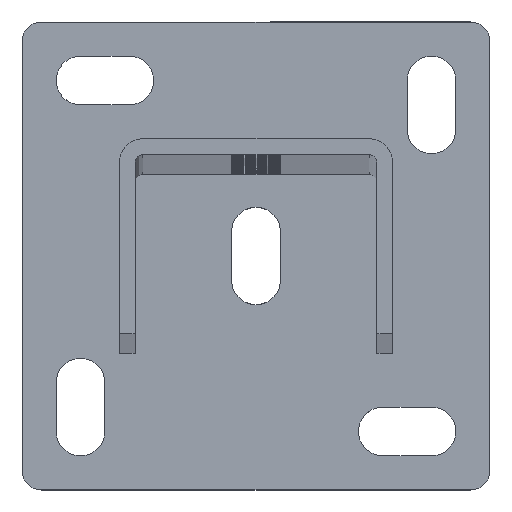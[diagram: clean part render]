
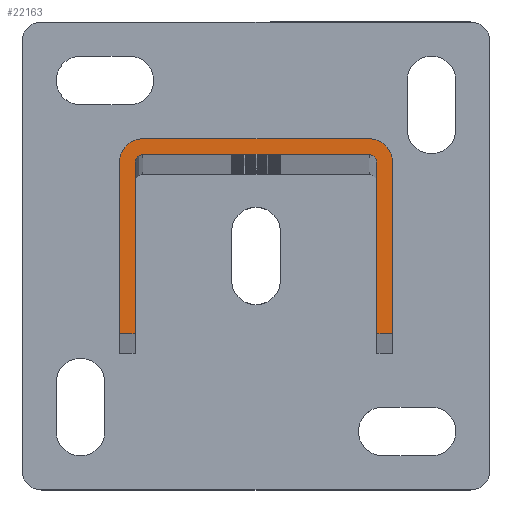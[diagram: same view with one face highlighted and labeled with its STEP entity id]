
A CAD part, top view. The second image highlights one B-rep face of the part: STEP entity #22163.
In plain terms, the highlighted planar face has unit normal (0, 0, 1).
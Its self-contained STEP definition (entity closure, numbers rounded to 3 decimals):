
#379 = AXIS2_PLACEMENT_3D ( 'NONE', #8929, #31075, #9080 ) ;
#586 = CARTESIAN_POINT ( 'NONE',  ( -29., 25., 2908. ) ) ;
#832 = DIRECTION ( 'NONE',  ( -1., 0., 0. ) ) ;
#1315 = DIRECTION ( 'NONE',  ( 0., 0., -1. ) ) ;
#1662 = VERTEX_POINT ( 'NONE', #17937 ) ;
#1828 = VERTEX_POINT ( 'NONE', #21173 ) ;
#1838 = EDGE_CURVE ( 'NONE', #7323, #21397, #30843, .T. ) ;
#2632 = DIRECTION ( 'NONE',  ( -1., 0., 0. ) ) ;
#3089 = ORIENTED_EDGE ( 'NONE', *, *, #5372, .F. ) ;
#3530 = EDGE_CURVE ( 'NONE', #26263, #7963, #24632, .T. ) ;
#3939 = CARTESIAN_POINT ( 'NONE',  ( 29., 19., 2908. ) ) ;
#4367 = CARTESIAN_POINT ( 'NONE',  ( -29., 21., 2908. ) ) ;
#4433 = ORIENTED_EDGE ( 'NONE', *, *, #17675, .F. ) ;
#4636 = ORIENTED_EDGE ( 'NONE', *, *, #29301, .T. ) ;
#5082 = DIRECTION ( 'NONE',  ( -1., 0., 0. ) ) ;
#5173 = VERTEX_POINT ( 'NONE', #13240 ) ;
#5372 = EDGE_CURVE ( 'NONE', #5173, #1662, #11935, .T. ) ;
#5596 = DIRECTION ( 'NONE',  ( -1., 0., 0. ) ) ;
#5909 = LINE ( 'NONE', #13177, #12968 ) ;
#6455 = CARTESIAN_POINT ( 'NONE',  ( 29., 19., 2908. ) ) ;
#7323 = VERTEX_POINT ( 'NONE', #11799 ) ;
#7344 = EDGE_CURVE ( 'NONE', #8189, #22700, #21675, .T. ) ;
#7668 = EDGE_LOOP ( 'NONE', ( #25501, #31623, #4433, #11425, #12640, #19149, #3089, #26662, #15367, #4636, #14903, #24840 ) ) ;
#7741 = VECTOR ( 'NONE', #2632, 1000. ) ;
#7963 = VERTEX_POINT ( 'NONE', #24180 ) ;
#8189 = VERTEX_POINT ( 'NONE', #25730 ) ;
#8582 = LINE ( 'NONE', #22242, #11174 ) ;
#8786 = VECTOR ( 'NONE', #24399, 1000. ) ;
#8883 = PLANE ( 'NONE',  #15844 ) ;
#8929 = CARTESIAN_POINT ( 'NONE',  ( 29., 19., 2908. ) ) ;
#9019 = CARTESIAN_POINT ( 'NONE',  ( -35., -25., 2908. ) ) ;
#9080 = DIRECTION ( 'NONE',  ( 1., 0., 0. ) ) ;
#9633 = VECTOR ( 'NONE', #15252, 1000. ) ;
#9941 = CARTESIAN_POINT ( 'NONE',  ( -29., 19., 2908. ) ) ;
#10665 = CIRCLE ( 'NONE', #15304, 6. ) ;
#10897 = VERTEX_POINT ( 'NONE', #11217 ) ;
#11174 = VECTOR ( 'NONE', #27081, 1000. ) ;
#11217 = CARTESIAN_POINT ( 'NONE',  ( 31., 19., 2908. ) ) ;
#11425 = ORIENTED_EDGE ( 'NONE', *, *, #15365, .F. ) ;
#11799 = CARTESIAN_POINT ( 'NONE',  ( -31., -25., 2908. ) ) ;
#11891 = AXIS2_PLACEMENT_3D ( 'NONE', #11895, #21616, #19673 ) ;
#11895 = CARTESIAN_POINT ( 'NONE',  ( -29., 19., 2908. ) ) ;
#11935 = LINE ( 'NONE', #9019, #8786 ) ;
#12597 = CARTESIAN_POINT ( 'NONE',  ( 31., 19., 2908. ) ) ;
#12640 = ORIENTED_EDGE ( 'NONE', *, *, #17649, .F. ) ;
#12968 = VECTOR ( 'NONE', #5596, 1000. ) ;
#13177 = CARTESIAN_POINT ( 'NONE',  ( -31., -25., 2908. ) ) ;
#13240 = CARTESIAN_POINT ( 'NONE',  ( -35., -25., 2908. ) ) ;
#14903 = ORIENTED_EDGE ( 'NONE', *, *, #7344, .T. ) ;
#15001 = CIRCLE ( 'NONE', #11891, 2. ) ;
#15252 = DIRECTION ( 'NONE',  ( 1., 0., 0. ) ) ;
#15304 = AXIS2_PLACEMENT_3D ( 'NONE', #9941, #17535, #5082 ) ;
#15365 = EDGE_CURVE ( 'NONE', #17542, #1828, #22400, .T. ) ;
#15367 = ORIENTED_EDGE ( 'NONE', *, *, #1838, .T. ) ;
#15844 = AXIS2_PLACEMENT_3D ( 'NONE', #6455, #1315, #832 ) ;
#16020 = VECTOR ( 'NONE', #28589, 1000. ) ;
#16277 = CARTESIAN_POINT ( 'NONE',  ( 29., 21., 2908. ) ) ;
#17393 = VECTOR ( 'NONE', #26856, 1000. ) ;
#17535 = DIRECTION ( 'NONE',  ( 0., 0., -1. ) ) ;
#17542 = VERTEX_POINT ( 'NONE', #31439 ) ;
#17649 = EDGE_CURVE ( 'NONE', #25666, #17542, #22712, .T. ) ;
#17675 = EDGE_CURVE ( 'NONE', #1828, #26263, #8582, .T. ) ;
#17790 = EDGE_CURVE ( 'NONE', #1662, #25666, #10665, .T. ) ;
#17937 = CARTESIAN_POINT ( 'NONE',  ( -35., 19., 2908. ) ) ;
#17940 = EDGE_CURVE ( 'NONE', #10897, #7963, #19265, .T. ) ;
#19149 = ORIENTED_EDGE ( 'NONE', *, *, #17790, .F. ) ;
#19265 = LINE ( 'NONE', #12597, #17393 ) ;
#19673 = DIRECTION ( 'NONE',  ( 1., 0., 0. ) ) ;
#20403 = EDGE_CURVE ( 'NONE', #22700, #10897, #22042, .T. ) ;
#20850 = CARTESIAN_POINT ( 'NONE',  ( -31., -25., 2908. ) ) ;
#21173 = CARTESIAN_POINT ( 'NONE',  ( 35., 19., 2908. ) ) ;
#21213 = DIRECTION ( 'NONE',  ( 1., 0., 0. ) ) ;
#21397 = VERTEX_POINT ( 'NONE', #27554 ) ;
#21616 = DIRECTION ( 'NONE',  ( 0., 0., -1. ) ) ;
#21675 = LINE ( 'NONE', #4367, #26456 ) ;
#22042 = CIRCLE ( 'NONE', #379, 2. ) ;
#22163 = ADVANCED_FACE ( 'NONE', ( #26037 ), #8883, .F. ) ;
#22242 = CARTESIAN_POINT ( 'NONE',  ( 35., 19., 2908. ) ) ;
#22400 = CIRCLE ( 'NONE', #31675, 6. ) ;
#22700 = VERTEX_POINT ( 'NONE', #16277 ) ;
#22712 = LINE ( 'NONE', #586, #9633 ) ;
#23191 = DIRECTION ( 'NONE',  ( -1., 0., 0. ) ) ;
#24180 = CARTESIAN_POINT ( 'NONE',  ( 31., -25., 2908. ) ) ;
#24250 = CARTESIAN_POINT ( 'NONE',  ( -29., 25., 2908. ) ) ;
#24399 = DIRECTION ( 'NONE',  ( 0., 1., 0. ) ) ;
#24632 = LINE ( 'NONE', #25082, #7741 ) ;
#24840 = ORIENTED_EDGE ( 'NONE', *, *, #20403, .T. ) ;
#25082 = CARTESIAN_POINT ( 'NONE',  ( 35., -25., 2908. ) ) ;
#25501 = ORIENTED_EDGE ( 'NONE', *, *, #17940, .T. ) ;
#25666 = VERTEX_POINT ( 'NONE', #24250 ) ;
#25730 = CARTESIAN_POINT ( 'NONE',  ( -29., 21., 2908. ) ) ;
#25775 = DIRECTION ( 'NONE',  ( 0., 0., -1. ) ) ;
#26037 = FACE_OUTER_BOUND ( 'NONE', #7668, .T. ) ;
#26263 = VERTEX_POINT ( 'NONE', #28575 ) ;
#26456 = VECTOR ( 'NONE', #21213, 1000. ) ;
#26662 = ORIENTED_EDGE ( 'NONE', *, *, #30204, .F. ) ;
#26856 = DIRECTION ( 'NONE',  ( 0., -1., 0. ) ) ;
#27081 = DIRECTION ( 'NONE',  ( 0., -1., 0. ) ) ;
#27554 = CARTESIAN_POINT ( 'NONE',  ( -31., 19., 2908. ) ) ;
#28575 = CARTESIAN_POINT ( 'NONE',  ( 35., -25., 2908. ) ) ;
#28589 = DIRECTION ( 'NONE',  ( 0., 1., 0. ) ) ;
#29301 = EDGE_CURVE ( 'NONE', #21397, #8189, #15001, .T. ) ;
#30204 = EDGE_CURVE ( 'NONE', #7323, #5173, #5909, .T. ) ;
#30843 = LINE ( 'NONE', #20850, #16020 ) ;
#31075 = DIRECTION ( 'NONE',  ( 0., 0., -1. ) ) ;
#31439 = CARTESIAN_POINT ( 'NONE',  ( 29., 25., 2908. ) ) ;
#31623 = ORIENTED_EDGE ( 'NONE', *, *, #3530, .F. ) ;
#31675 = AXIS2_PLACEMENT_3D ( 'NONE', #3939, #25775, #23191 ) ;
